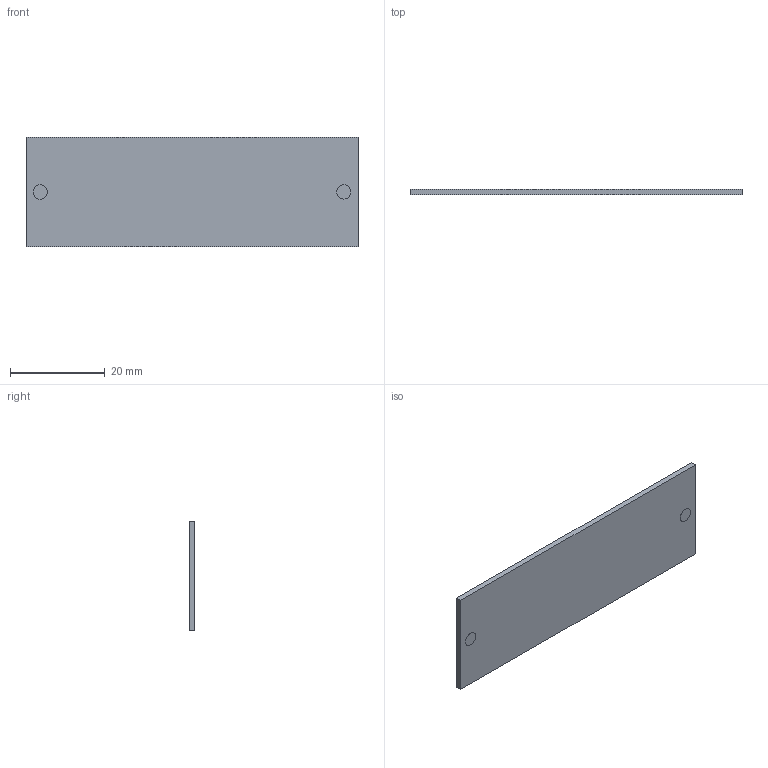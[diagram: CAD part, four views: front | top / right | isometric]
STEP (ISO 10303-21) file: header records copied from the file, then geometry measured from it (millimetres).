
FILE_DESCRIPTION(/* description */ (''),/* implementation_level */ '2;1');
FILE_NAME(/* name */ 'SM141K10TF.step',/* time_stamp */ '2024-07-02T04:06:34-04:00',/* author */ (''),/* organization */ (''),/* preprocessor_version */ 'ST-DEVELOPER v20',/* originating_system */ 'Autodesk Translation Framework v13.14.0.145',/* authorisation */ '');
FILE_SCHEMA (('AUTOMOTIVE_DESIGN { 1 0 10303 214 3 1 1 }'));
Length unit declared in the file: millimetre
Products named in the file (1): SM141K10TF
Bounding box: 70 x 1.21 x 23 mm (x, y, z)
Volume: 1785.9 mm3; surface area: 3500 mm2
Topology: 1 solids, 1 shells, 60 faces, 138 edges, 92 vertices
Faces by surface type: plane 58, cylinder 2
Full cylindrical faces by diameter (mm): 3 x2
Entity records: 1708 total; most frequent: CARTESIAN_POINT 291, ORIENTED_EDGE 276, DIRECTION 264, EDGE_CURVE 138, LINE 134, VECTOR 134, VERTEX_POINT 92, EDGE_LOOP 72
